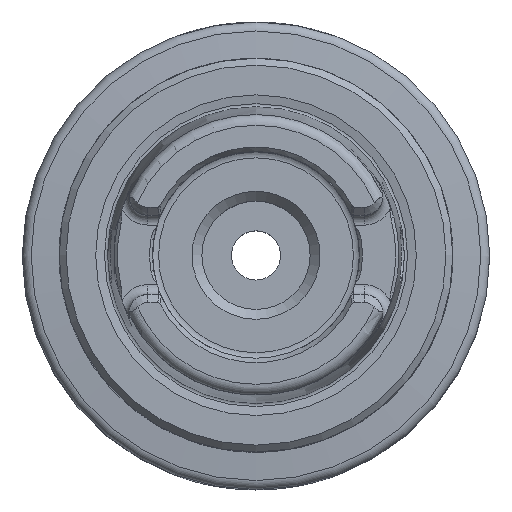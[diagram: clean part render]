
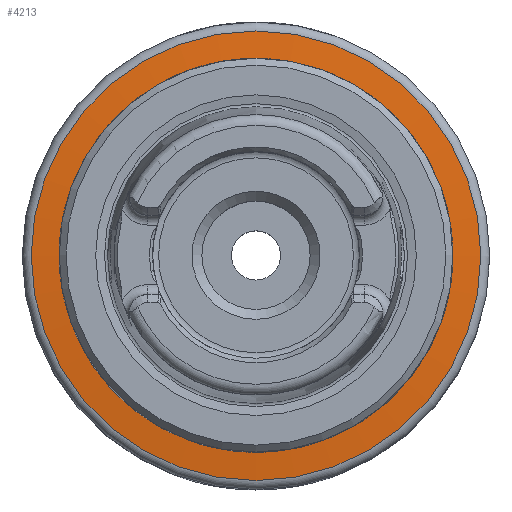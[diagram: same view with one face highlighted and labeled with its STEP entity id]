
A CAD part, top view. The second image highlights one B-rep face of the part: STEP entity #4213.
In plain terms, the highlighted conical face has half-angle 85 degrees and reference radius 19.897 mm.
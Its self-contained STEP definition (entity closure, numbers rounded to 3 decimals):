
#93=CONICAL_SURFACE('',#4649,19.897,1.484);
#413=CIRCLE('',#4646,22.837);
#414=CIRCLE('',#4647,22.837);
#416=CIRCLE('',#4650,16.956);
#417=CIRCLE('',#4651,16.956);
#706=FACE_OUTER_BOUND('',#957,.T.);
#957=EDGE_LOOP('',(#3922,#3923,#3924,#3925,#3926,#3927));
#1368=LINE('',#9241,#1611);
#1611=VECTOR('',#5725,19.897);
#2022=VERTEX_POINT('',#9232);
#2023=VERTEX_POINT('',#9233);
#2024=VERTEX_POINT('',#9238);
#2025=VERTEX_POINT('',#9239);
#2657=EDGE_CURVE('',#2022,#2023,#413,.T.);
#2658=EDGE_CURVE('',#2023,#2022,#414,.T.);
#2660=EDGE_CURVE('',#2024,#2025,#416,.T.);
#2661=EDGE_CURVE('',#2024,#2022,#1368,.T.);
#2662=EDGE_CURVE('',#2025,#2024,#417,.T.);
#3922=ORIENTED_EDGE('',*,*,#2660,.F.);
#3923=ORIENTED_EDGE('',*,*,#2661,.T.);
#3924=ORIENTED_EDGE('',*,*,#2657,.T.);
#3925=ORIENTED_EDGE('',*,*,#2658,.T.);
#3926=ORIENTED_EDGE('',*,*,#2661,.F.);
#3927=ORIENTED_EDGE('',*,*,#2662,.F.);
#4213=ADVANCED_FACE('',(#706),#93,.T.);
#4646=AXIS2_PLACEMENT_3D('',#9234,#5715,#5716);
#4647=AXIS2_PLACEMENT_3D('',#9235,#5717,#5718);
#4649=AXIS2_PLACEMENT_3D('',#9237,#5721,#5722);
#4650=AXIS2_PLACEMENT_3D('',#9240,#5723,#5724);
#4651=AXIS2_PLACEMENT_3D('',#9242,#5726,#5727);
#5715=DIRECTION('center_axis',(0.,0.,1.));
#5716=DIRECTION('ref_axis',(1.,0.,0.));
#5717=DIRECTION('center_axis',(0.,0.,1.));
#5718=DIRECTION('ref_axis',(1.,0.,0.));
#5721=DIRECTION('center_axis',(0.,0.,-1.));
#5722=DIRECTION('ref_axis',(0.,-1.,0.));
#5723=DIRECTION('center_axis',(0.,0.,1.));
#5724=DIRECTION('ref_axis',(1.,0.,0.));
#5725=DIRECTION('',(0.,0.996,-0.087));
#5726=DIRECTION('center_axis',(0.,0.,1.));
#5727=DIRECTION('ref_axis',(1.,0.,0.));
#9232=CARTESIAN_POINT('',(0.,22.837,-36.054));
#9233=CARTESIAN_POINT('',(22.837,0.,-36.054));
#9234=CARTESIAN_POINT('Origin',(0.,0.,-36.054));
#9235=CARTESIAN_POINT('Origin',(0.,0.,-36.054));
#9237=CARTESIAN_POINT('Origin',(0.,0.,-35.797));
#9238=CARTESIAN_POINT('',(0.,16.956,-35.54));
#9239=CARTESIAN_POINT('',(16.956,0.,-35.54));
#9240=CARTESIAN_POINT('Origin',(0.,0.,-35.54));
#9241=CARTESIAN_POINT('',(0.,19.897,-35.797));
#9242=CARTESIAN_POINT('Origin',(0.,0.,-35.54));
